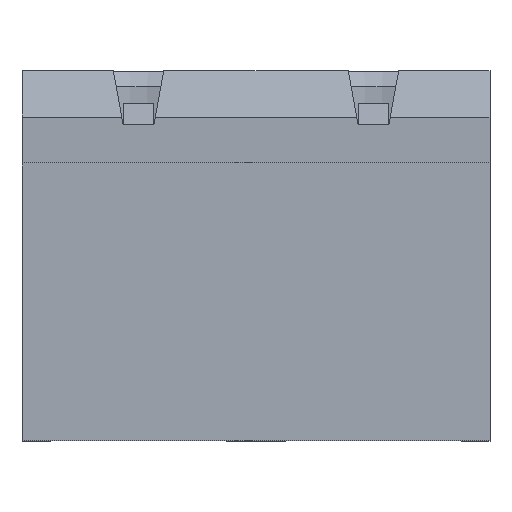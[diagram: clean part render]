
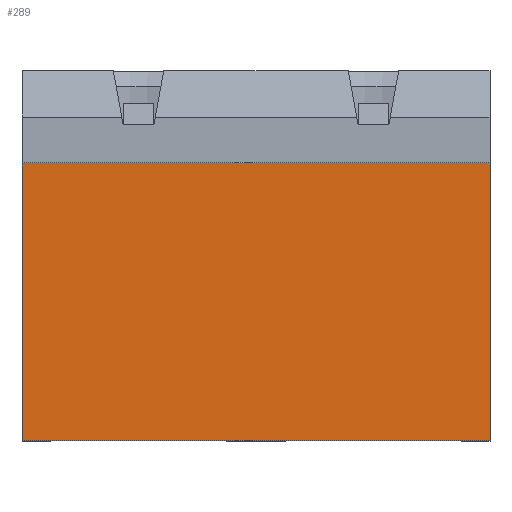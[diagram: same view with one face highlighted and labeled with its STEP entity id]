
A CAD part, top view. The second image highlights one B-rep face of the part: STEP entity #289.
In plain terms, the highlighted planar face has unit normal (0, 0, 1).
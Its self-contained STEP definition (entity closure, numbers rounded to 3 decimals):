
#139 = LINE ( 'NONE', #891, #4186 ) ;
#154 = DIRECTION ( 'NONE',  ( -1., 0., 0. ) ) ;
#289 = ADVANCED_FACE ( 'NONE', ( #2839 ), #3120, .F. ) ;
#403 = CARTESIAN_POINT ( 'NONE',  ( -0.5, 0., 0. ) ) ;
#410 = LINE ( 'NONE', #3376, #1303 ) ;
#543 = DIRECTION ( 'NONE',  ( 0., 0., -1. ) ) ;
#887 = CARTESIAN_POINT ( 'NONE',  ( 14.18, 0., 0. ) ) ;
#891 = CARTESIAN_POINT ( 'NONE',  ( 14.18, 9.01, 0. ) ) ;
#905 = AXIS2_PLACEMENT_3D ( 'NONE', #2401, #543, #3496 ) ;
#1094 = ORIENTED_EDGE ( 'NONE', *, *, #3581, .F. ) ;
#1162 = CARTESIAN_POINT ( 'NONE',  ( 14.68, 0., 0. ) ) ;
#1190 = VECTOR ( 'NONE', #3294, 1000. ) ;
#1303 = VECTOR ( 'NONE', #1932, 1000. ) ;
#1369 = ORIENTED_EDGE ( 'NONE', *, *, #3498, .F. ) ;
#1534 = VERTEX_POINT ( 'NONE', #3640 ) ;
#1811 = LINE ( 'NONE', #887, #3641 ) ;
#1932 = DIRECTION ( 'NONE',  ( 0., -1., 0. ) ) ;
#1944 = VERTEX_POINT ( 'NONE', #1162 ) ;
#2092 = ORIENTED_EDGE ( 'NONE', *, *, #2546, .T. ) ;
#2180 = LINE ( 'NONE', #3419, #1190 ) ;
#2401 = CARTESIAN_POINT ( 'NONE',  ( 14.18, 9.01, 0. ) ) ;
#2454 = VERTEX_POINT ( 'NONE', #403 ) ;
#2546 = EDGE_CURVE ( 'NONE', #4320, #1534, #139, .T. ) ;
#2711 = EDGE_CURVE ( 'NONE', #2454, #1534, #2180, .T. ) ;
#2742 = EDGE_LOOP ( 'NONE', ( #2092, #3258, #1094, #1369 ) ) ;
#2839 = FACE_OUTER_BOUND ( 'NONE', #2742, .T. ) ;
#3120 = PLANE ( 'NONE',  #905 ) ;
#3258 = ORIENTED_EDGE ( 'NONE', *, *, #2711, .F. ) ;
#3279 = CARTESIAN_POINT ( 'NONE',  ( 14.68, 9.01, 0. ) ) ;
#3294 = DIRECTION ( 'NONE',  ( 0., 1., 0. ) ) ;
#3376 = CARTESIAN_POINT ( 'NONE',  ( 14.68, 9.01, 0. ) ) ;
#3419 = CARTESIAN_POINT ( 'NONE',  ( -0.5, 0., 0. ) ) ;
#3452 = DIRECTION ( 'NONE',  ( -1., 0., 0. ) ) ;
#3496 = DIRECTION ( 'NONE',  ( 0., 1., 0. ) ) ;
#3498 = EDGE_CURVE ( 'NONE', #4320, #1944, #410, .T. ) ;
#3581 = EDGE_CURVE ( 'NONE', #1944, #2454, #1811, .T. ) ;
#3640 = CARTESIAN_POINT ( 'NONE',  ( -0.5, 9.01, 0. ) ) ;
#3641 = VECTOR ( 'NONE', #3452, 1000. ) ;
#4186 = VECTOR ( 'NONE', #154, 1000. ) ;
#4320 = VERTEX_POINT ( 'NONE', #3279 ) ;
